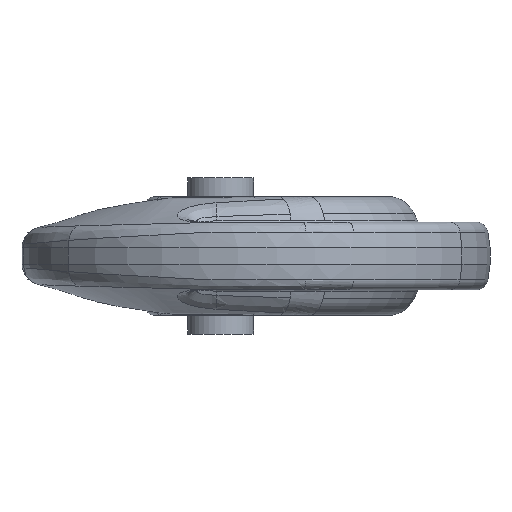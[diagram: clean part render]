
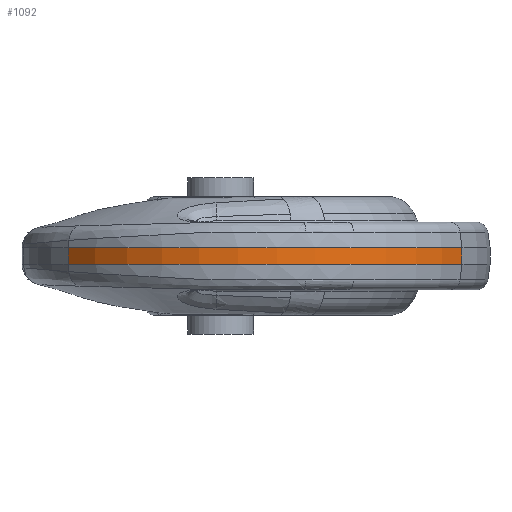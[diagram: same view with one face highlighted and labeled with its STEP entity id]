
A CAD part, front view. The second image highlights one B-rep face of the part: STEP entity #1092.
In plain terms, the highlighted cylindrical face has radius 69.5 mm (diameter 139 mm), a partial arc.
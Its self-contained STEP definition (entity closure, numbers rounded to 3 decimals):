
#1092=ADVANCED_FACE('',(#2565),#2566,.T.);
#2565=FACE_OUTER_BOUND('',#14664,.T.);
#2566=CYLINDRICAL_SURFACE('',#14665,69.5);
#14664=EDGE_LOOP('',(#25270,#25271,#25272,#25273));
#14665=AXIS2_PLACEMENT_3D('',#25274,#25275,#25276);
#25270=ORIENTED_EDGE('',*,*,#29207,.F.);
#25271=ORIENTED_EDGE('',*,*,#29038,.F.);
#25272=ORIENTED_EDGE('',*,*,#29208,.T.);
#25273=ORIENTED_EDGE('',*,*,#29209,.F.);
#25274=CARTESIAN_POINT('',(8.9,-4.8,25.0));
#25275=DIRECTION('',(0.0,0.0,1.0));
#25276=DIRECTION('',(-1.0,0.0,0.0));
#29038=EDGE_CURVE('',#31434,#31440,#31441,.F.);
#29207=EDGE_CURVE('',#31440,#31653,#31654,.T.);
#29208=EDGE_CURVE('',#31434,#31655,#31656,.T.);
#29209=EDGE_CURVE('',#31653,#31655,#31657,.F.);
#31434=VERTEX_POINT('',#38726);
#31440=VERTEX_POINT('',#38811);
#31441=CIRCLE('',#38812,69.5);
#31653=VERTEX_POINT('',#40590);
#31654=LINE('',#40591,#40592);
#31655=VERTEX_POINT('',#40593);
#31656=LINE('',#40594,#40595);
#31657=CIRCLE('',#40596,69.5);
#38726=CARTESIAN_POINT('',(-44.873,-48.831,2.402));
#38811=CARTESIAN_POINT('',(71.041,-35.924,2.402));
#38812=AXIS2_PLACEMENT_3D('',#48593,#48594,#48595);
#40590=CARTESIAN_POINT('',(71.041,-35.924,-2.402));
#40591=CARTESIAN_POINT('',(71.041,-35.924,2.402));
#40592=VECTOR('',#48740,4.804);
#40593=CARTESIAN_POINT('',(-44.873,-48.831,-2.402));
#40594=CARTESIAN_POINT('',(-44.873,-48.831,2.402));
#40595=VECTOR('',#48741,4.804);
#40596=AXIS2_PLACEMENT_3D('',#48742,#48743,#48744);
#48593=CARTESIAN_POINT('',(8.9,-4.8,2.402));
#48594=DIRECTION('',(0.0,0.0,-1.0));
#48595=DIRECTION('',(-1.0,0.0,0.0));
#48740=DIRECTION('',(0.0,0.0,-1.0));
#48741=DIRECTION('',(0.0,0.0,-1.0));
#48742=CARTESIAN_POINT('',(8.9,-4.8,-2.402));
#48743=DIRECTION('',(0.0,0.0,1.0));
#48744=DIRECTION('',(1.0,0.0,0.0));
